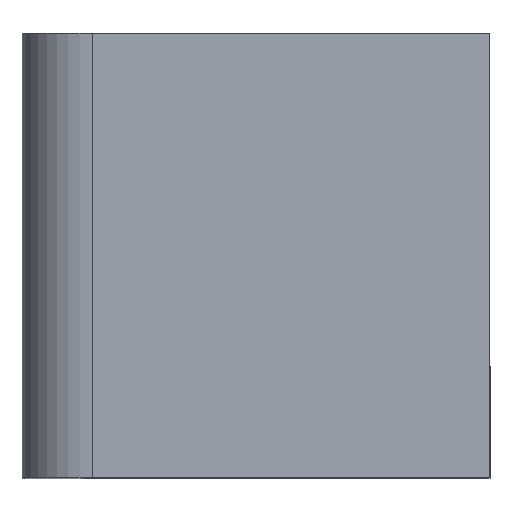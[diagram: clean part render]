
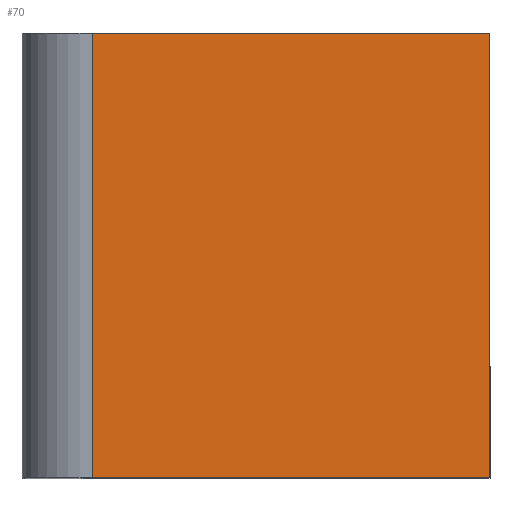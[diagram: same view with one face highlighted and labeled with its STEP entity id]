
A CAD part, top view. The second image highlights one B-rep face of the part: STEP entity #70.
In plain terms, the highlighted face is planar.
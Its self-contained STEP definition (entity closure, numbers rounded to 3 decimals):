
#70 = ADVANCED_FACE ( 'NONE', ( #1095 ), #678, .T. ) ;
#161 = VECTOR ( 'NONE', #431, 1000. ) ;
#201 = CARTESIAN_POINT ( 'NONE',  ( 95., 0., 200. ) ) ;
#239 = VERTEX_POINT ( 'NONE', #201 ) ;
#260 = CARTESIAN_POINT ( 'NONE',  ( -95., 0., 30. ) ) ;
#263 = CARTESIAN_POINT ( 'NONE',  ( 95., 0., 30. ) ) ;
#271 = DIRECTION ( 'NONE',  ( 0., 0., 1. ) ) ;
#292 = CARTESIAN_POINT ( 'NONE',  ( 95., 0., 200. ) ) ;
#302 = DIRECTION ( 'NONE',  ( 0., -1., 0. ) ) ;
#309 = DIRECTION ( 'NONE',  ( 0., 0., -1. ) ) ;
#343 = EDGE_CURVE ( 'NONE', #721, #1098, #1093, .T. ) ;
#372 = ORIENTED_EDGE ( 'NONE', *, *, #1242, .T. ) ;
#380 = VECTOR ( 'NONE', #836, 1000. ) ;
#389 = EDGE_LOOP ( 'NONE', ( #1148, #689, #521, #372 ) ) ;
#406 = LINE ( 'NONE', #292, #380 ) ;
#431 = DIRECTION ( 'NONE',  ( 0., 0., 1. ) ) ;
#521 = ORIENTED_EDGE ( 'NONE', *, *, #1127, .T. ) ;
#535 = CARTESIAN_POINT ( 'NONE',  ( -95., 0., 200. ) ) ;
#537 = VECTOR ( 'NONE', #892, 1000. ) ;
#678 = PLANE ( 'NONE',  #884 ) ;
#689 = ORIENTED_EDGE ( 'NONE', *, *, #990, .F. ) ;
#721 = VERTEX_POINT ( 'NONE', #960 ) ;
#768 = LINE ( 'NONE', #1325, #537 ) ;
#777 = VECTOR ( 'NONE', #271, 1000. ) ;
#836 = DIRECTION ( 'NONE',  ( -1., 0., 0. ) ) ;
#849 = VERTEX_POINT ( 'NONE', #1149 ) ;
#884 = AXIS2_PLACEMENT_3D ( 'NONE', #263, #302, #309 ) ;
#892 = DIRECTION ( 'NONE',  ( -1., 0., 0. ) ) ;
#960 = CARTESIAN_POINT ( 'NONE',  ( -95., 0., 30. ) ) ;
#990 = EDGE_CURVE ( 'NONE', #849, #721, #768, .T. ) ;
#1018 = LINE ( 'NONE', #1184, #777 ) ;
#1093 = LINE ( 'NONE', #260, #161 ) ;
#1095 = FACE_OUTER_BOUND ( 'NONE', #389, .T. ) ;
#1098 = VERTEX_POINT ( 'NONE', #535 ) ;
#1127 = EDGE_CURVE ( 'NONE', #849, #239, #1018, .T. ) ;
#1148 = ORIENTED_EDGE ( 'NONE', *, *, #343, .F. ) ;
#1149 = CARTESIAN_POINT ( 'NONE',  ( 95., 0., 30. ) ) ;
#1184 = CARTESIAN_POINT ( 'NONE',  ( 95., 0., 30. ) ) ;
#1242 = EDGE_CURVE ( 'NONE', #239, #1098, #406, .T. ) ;
#1325 = CARTESIAN_POINT ( 'NONE',  ( 95., 0., 30. ) ) ;
